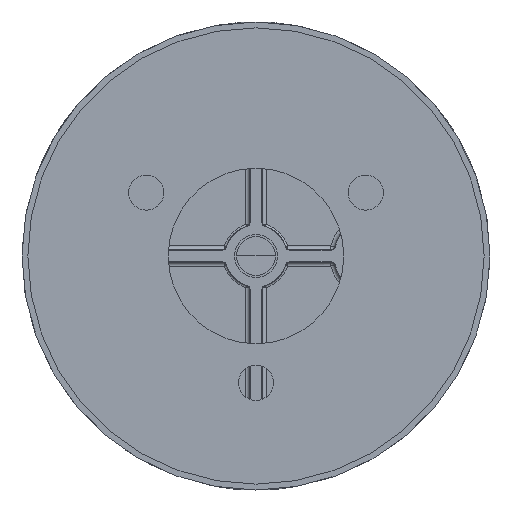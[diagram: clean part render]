
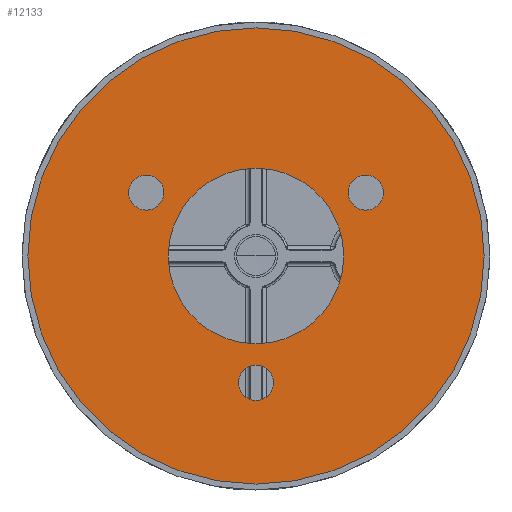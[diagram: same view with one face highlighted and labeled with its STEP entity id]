
A CAD part, front view. The second image highlights one B-rep face of the part: STEP entity #12133.
In plain terms, the highlighted planar face has unit normal (0, -1, 0).
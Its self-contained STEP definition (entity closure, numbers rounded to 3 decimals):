
#421 = VERTEX_POINT ( 'NONE', #1025 ) ;
#554 = AXIS2_PLACEMENT_3D ( 'NONE', #4221, #42087, #58860 ) ;
#1025 = CARTESIAN_POINT ( 'NONE',  ( 0., 0., -58.5 ) ) ;
#1122 = CARTESIAN_POINT ( 'NONE',  ( 16.25, 0., 32.646 ) ) ;
#1198 = PLANE ( 'NONE',  #50531 ) ;
#3731 = CARTESIAN_POINT ( 'NONE',  ( 0., 0., 0. ) ) ;
#3988 = EDGE_LOOP ( 'NONE', ( #52475, #24363 ) ) ;
#4124 = CARTESIAN_POINT ( 'NONE',  ( -32.5, 0., 4.5 ) ) ;
#4221 = CARTESIAN_POINT ( 'NONE',  ( -32.5, 0., 0. ) ) ;
#4367 = ORIENTED_EDGE ( 'NONE', *, *, #29676, .T. ) ;
#4602 = FACE_BOUND ( 'NONE', #16139, .T. ) ;
#4905 = FACE_BOUND ( 'NONE', #54295, .T. ) ;
#5555 = CIRCLE ( 'NONE', #15411, 22.5 ) ;
#6756 = DIRECTION ( 'NONE',  ( 0., 1., 0. ) ) ;
#7077 = VERTEX_POINT ( 'NONE', #8366 ) ;
#7527 = CARTESIAN_POINT ( 'NONE',  ( -32.5, 0., 0. ) ) ;
#8366 = CARTESIAN_POINT ( 'NONE',  ( -32.5, 0., -4.5 ) ) ;
#10603 = EDGE_CURVE ( 'NONE', #7077, #49212, #44985, .T. ) ;
#10748 = FACE_BOUND ( 'NONE', #40275, .T. ) ;
#12133 = ADVANCED_FACE ( 'NONE', ( #52926, #42778, #4602, #10748, #4905 ), #1198, .F. ) ;
#12565 = VERTEX_POINT ( 'NONE', #1122 ) ;
#12685 = AXIS2_PLACEMENT_3D ( 'NONE', #7527, #22898, #46879 ) ;
#13239 = CARTESIAN_POINT ( 'NONE',  ( 0., 0., 0. ) ) ;
#13278 = DIRECTION ( 'NONE',  ( 0., 0., 1. ) ) ;
#13862 = AXIS2_PLACEMENT_3D ( 'NONE', #40330, #21860, #52452 ) ;
#13896 = ORIENTED_EDGE ( 'NONE', *, *, #53493, .T. ) ;
#14663 = DIRECTION ( 'NONE',  ( 0., 1., 0. ) ) ;
#15411 = AXIS2_PLACEMENT_3D ( 'NONE', #34498, #6756, #53556 ) ;
#15496 = CARTESIAN_POINT ( 'NONE',  ( 16.25, 0., 23.646 ) ) ;
#15665 = ORIENTED_EDGE ( 'NONE', *, *, #37513, .T. ) ;
#15906 = CIRCLE ( 'NONE', #52297, 4.5 ) ;
#16139 = EDGE_LOOP ( 'NONE', ( #53735, #4367 ) ) ;
#16453 = CARTESIAN_POINT ( 'NONE',  ( 0., 0., 22.5 ) ) ;
#16652 = EDGE_CURVE ( 'NONE', #421, #20172, #20626, .T. ) ;
#18615 = EDGE_CURVE ( 'NONE', #35009, #12565, #32575, .T. ) ;
#18782 = DIRECTION ( 'NONE',  ( 0., 0., 1. ) ) ;
#19487 = EDGE_CURVE ( 'NONE', #33329, #21961, #53065, .T. ) ;
#20172 = VERTEX_POINT ( 'NONE', #28048 ) ;
#20626 = CIRCLE ( 'NONE', #44288, 58.5 ) ;
#21116 = DIRECTION ( 'NONE',  ( 0., 0., 1. ) ) ;
#21860 = DIRECTION ( 'NONE',  ( 0., 1., 0. ) ) ;
#21961 = VERTEX_POINT ( 'NONE', #56358 ) ;
#22791 = EDGE_LOOP ( 'NONE', ( #28528, #48795 ) ) ;
#22898 = DIRECTION ( 'NONE',  ( 0., 1., 0. ) ) ;
#23135 = DIRECTION ( 'NONE',  ( 0., 1., 0. ) ) ;
#23682 = DIRECTION ( 'NONE',  ( 0., 0., 1. ) ) ;
#24363 = ORIENTED_EDGE ( 'NONE', *, *, #19487, .T. ) ;
#25964 = VERTEX_POINT ( 'NONE', #28185 ) ;
#28048 = CARTESIAN_POINT ( 'NONE',  ( 0., 0., 58.5 ) ) ;
#28185 = CARTESIAN_POINT ( 'NONE',  ( 16.25, 0., -32.646 ) ) ;
#28528 = ORIENTED_EDGE ( 'NONE', *, *, #16652, .F. ) ;
#28667 = EDGE_CURVE ( 'NONE', #12565, #35009, #48625, .T. ) ;
#28848 = DIRECTION ( 'NONE',  ( 0., 0., 1. ) ) ;
#28923 = CARTESIAN_POINT ( 'NONE',  ( 0., 0., 0. ) ) ;
#29676 = EDGE_CURVE ( 'NONE', #49212, #7077, #51663, .T. ) ;
#31340 = VERTEX_POINT ( 'NONE', #35876 ) ;
#31453 = CIRCLE ( 'NONE', #53069, 4.5 ) ;
#32575 = CIRCLE ( 'NONE', #13862, 4.5 ) ;
#32735 = AXIS2_PLACEMENT_3D ( 'NONE', #3731, #41906, #13278 ) ;
#32964 = DIRECTION ( 'NONE',  ( 0., 1., 0. ) ) ;
#33329 = VERTEX_POINT ( 'NONE', #16453 ) ;
#34498 = CARTESIAN_POINT ( 'NONE',  ( 0., 0., 0. ) ) ;
#35009 = VERTEX_POINT ( 'NONE', #15496 ) ;
#35876 = CARTESIAN_POINT ( 'NONE',  ( 16.25, 0., -23.646 ) ) ;
#37513 = EDGE_CURVE ( 'NONE', #31340, #25964, #15906, .T. ) ;
#38180 = DIRECTION ( 'NONE',  ( 0., 1., 0. ) ) ;
#40275 = EDGE_LOOP ( 'NONE', ( #13896, #15665 ) ) ;
#40330 = CARTESIAN_POINT ( 'NONE',  ( 16.25, 0., 28.146 ) ) ;
#41906 = DIRECTION ( 'NONE',  ( 0., 1., 0. ) ) ;
#42087 = DIRECTION ( 'NONE',  ( 0., 1., 0. ) ) ;
#42778 = FACE_BOUND ( 'NONE', #3988, .T. ) ;
#42825 = DIRECTION ( 'NONE',  ( 0., 0., 1. ) ) ;
#43589 = DIRECTION ( 'NONE',  ( 0., 1., 0. ) ) ;
#44288 = AXIS2_PLACEMENT_3D ( 'NONE', #13239, #51401, #28848 ) ;
#44985 = CIRCLE ( 'NONE', #12685, 4.5 ) ;
#45684 = AXIS2_PLACEMENT_3D ( 'NONE', #47893, #14663, #46978 ) ;
#46789 = CARTESIAN_POINT ( 'NONE',  ( 16.25, 0., -28.146 ) ) ;
#46879 = DIRECTION ( 'NONE',  ( 0., 0., 1. ) ) ;
#46978 = DIRECTION ( 'NONE',  ( 0., 0., 1. ) ) ;
#47893 = CARTESIAN_POINT ( 'NONE',  ( 16.25, 0., 28.146 ) ) ;
#48271 = EDGE_CURVE ( 'NONE', #21961, #33329, #5555, .T. ) ;
#48625 = CIRCLE ( 'NONE', #45684, 4.5 ) ;
#48795 = ORIENTED_EDGE ( 'NONE', *, *, #58239, .F. ) ;
#49016 = ORIENTED_EDGE ( 'NONE', *, *, #18615, .T. ) ;
#49212 = VERTEX_POINT ( 'NONE', #4124 ) ;
#49343 = ORIENTED_EDGE ( 'NONE', *, *, #28667, .T. ) ;
#50531 = AXIS2_PLACEMENT_3D ( 'NONE', #28923, #32964, #23682 ) ;
#51401 = DIRECTION ( 'NONE',  ( 0., 1., 0. ) ) ;
#51663 = CIRCLE ( 'NONE', #554, 4.5 ) ;
#52297 = AXIS2_PLACEMENT_3D ( 'NONE', #56370, #23135, #42825 ) ;
#52452 = DIRECTION ( 'NONE',  ( 0., 0., 1. ) ) ;
#52475 = ORIENTED_EDGE ( 'NONE', *, *, #48271, .T. ) ;
#52926 = FACE_OUTER_BOUND ( 'NONE', #22791, .T. ) ;
#53065 = CIRCLE ( 'NONE', #60951, 22.5 ) ;
#53069 = AXIS2_PLACEMENT_3D ( 'NONE', #46789, #38180, #18782 ) ;
#53493 = EDGE_CURVE ( 'NONE', #25964, #31340, #31453, .T. ) ;
#53556 = DIRECTION ( 'NONE',  ( 0., 0., 1. ) ) ;
#53735 = ORIENTED_EDGE ( 'NONE', *, *, #10603, .T. ) ;
#54295 = EDGE_LOOP ( 'NONE', ( #49016, #49343 ) ) ;
#56358 = CARTESIAN_POINT ( 'NONE',  ( 0., 0., -22.5 ) ) ;
#56370 = CARTESIAN_POINT ( 'NONE',  ( 16.25, 0., -28.146 ) ) ;
#58065 = CARTESIAN_POINT ( 'NONE',  ( 0., 0., 0. ) ) ;
#58210 = CIRCLE ( 'NONE', #32735, 58.5 ) ;
#58239 = EDGE_CURVE ( 'NONE', #20172, #421, #58210, .T. ) ;
#58860 = DIRECTION ( 'NONE',  ( 0., 0., 1. ) ) ;
#60951 = AXIS2_PLACEMENT_3D ( 'NONE', #58065, #43589, #21116 ) ;
